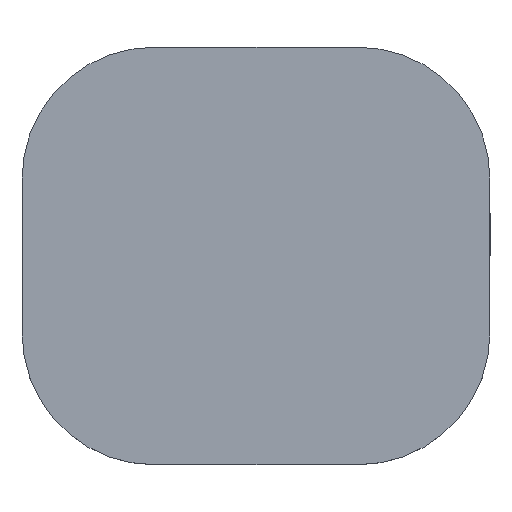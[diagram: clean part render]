
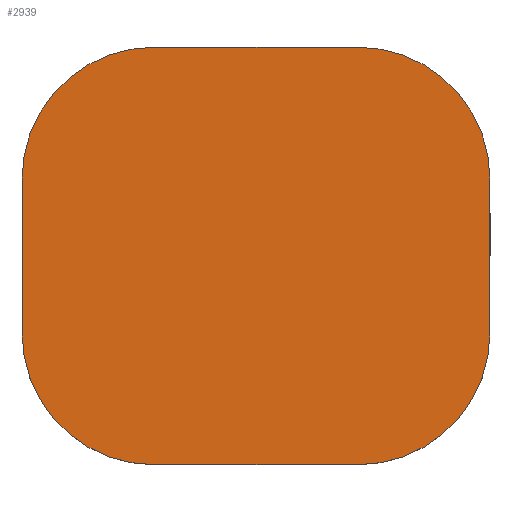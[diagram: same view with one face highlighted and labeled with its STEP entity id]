
A CAD part, top view. The second image highlights one B-rep face of the part: STEP entity #2939.
In plain terms, the highlighted face is planar.
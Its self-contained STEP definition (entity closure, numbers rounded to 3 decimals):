
#2657=CARTESIAN_POINT('Vertex',(6.,21.3,0.)) ;
#2660=CARTESIAN_POINT('Axis2P3D Location',(6.,15.3,0.)) ;
#2664=CARTESIAN_POINT('Vertex',(0.,15.3,0.)) ;
#2691=CARTESIAN_POINT('Line Origine',(0.,10.65,0.)) ;
#2695=CARTESIAN_POINT('Vertex',(0.,6.,0.)) ;
#2750=CARTESIAN_POINT('Axis2P3D Location',(6.,6.,0.)) ;
#2754=CARTESIAN_POINT('Vertex',(6.,0.,0.)) ;
#2778=CARTESIAN_POINT('Vertex',(13.,0.,0.)) ;
#2788=CARTESIAN_POINT('Line Origine',(9.5,0.,0.)) ;
#2816=CARTESIAN_POINT('Axis2P3D Location',(13.,6.,0.)) ;
#2820=CARTESIAN_POINT('Vertex',(19.,6.,0.)) ;
#2844=CARTESIAN_POINT('Vertex',(13.,21.3,0.)) ;
#2849=CARTESIAN_POINT('Line Origine',(9.5,21.3,0.)) ;
#2900=CARTESIAN_POINT('Line Origine',(19.,10.65,0.)) ;
#2904=CARTESIAN_POINT('Vertex',(19.,15.3,0.)) ;
#2919=CARTESIAN_POINT('Axis2P3D Location',(0.,0.,0.)) ;
#2924=CARTESIAN_POINT('Axis2P3D Location',(13.,15.3,0.)) ;
#2661=DIRECTION('Axis2P3D Direction',(0.,0.,1.)) ;
#2692=DIRECTION('Vector Direction',(0.,-1.,0.)) ;
#2751=DIRECTION('Axis2P3D Direction',(0.,0.,1.)) ;
#2789=DIRECTION('Vector Direction',(-1.,0.,0.)) ;
#2817=DIRECTION('Axis2P3D Direction',(0.,0.,1.)) ;
#2850=DIRECTION('Vector Direction',(1.,0.,0.)) ;
#2901=DIRECTION('Vector Direction',(0.,1.,0.)) ;
#2920=DIRECTION('Axis2P3D Direction',(0.,0.,1.)) ;
#2921=DIRECTION('Axis2P3D XDirection',(1.,0.,0.)) ;
#2925=DIRECTION('Axis2P3D Direction',(0.,0.,1.)) ;
#2662=AXIS2_PLACEMENT_3D('Circle Axis2P3D',#2660,#2661,$) ;
#2752=AXIS2_PLACEMENT_3D('Circle Axis2P3D',#2750,#2751,$) ;
#2818=AXIS2_PLACEMENT_3D('Circle Axis2P3D',#2816,#2817,$) ;
#2922=AXIS2_PLACEMENT_3D('Plane Axis2P3D',#2919,#2920,#2921) ;
#2926=AXIS2_PLACEMENT_3D('Circle Axis2P3D',#2924,#2925,$) ;
#2930=ORIENTED_EDGE('',*,*,#2928,.F.) ;
#2931=ORIENTED_EDGE('',*,*,#2906,.F.) ;
#2932=ORIENTED_EDGE('',*,*,#2822,.F.) ;
#2933=ORIENTED_EDGE('',*,*,#2792,.F.) ;
#2934=ORIENTED_EDGE('',*,*,#2756,.F.) ;
#2935=ORIENTED_EDGE('',*,*,#2697,.F.) ;
#2936=ORIENTED_EDGE('',*,*,#2666,.F.) ;
#2937=ORIENTED_EDGE('',*,*,#2853,.F.) ;
#2693=VECTOR('Line Direction',#2692,1.) ;
#2790=VECTOR('Line Direction',#2789,1.) ;
#2851=VECTOR('Line Direction',#2850,1.) ;
#2902=VECTOR('Line Direction',#2901,1.) ;
#2939=ADVANCED_FACE('',(#2938),#2923,.F.) ;
#2663=CIRCLE('generated circle',#2662,6.) ;
#2753=CIRCLE('generated circle',#2752,6.) ;
#2819=CIRCLE('generated circle',#2818,6.) ;
#2927=CIRCLE('generated circle',#2926,6.) ;
#2666=EDGE_CURVE('',#2658,#2665,#2663,.T.) ;
#2697=EDGE_CURVE('',#2665,#2696,#2694,.T.) ;
#2756=EDGE_CURVE('',#2696,#2755,#2753,.T.) ;
#2792=EDGE_CURVE('',#2755,#2779,#2791,.F.) ;
#2822=EDGE_CURVE('',#2779,#2821,#2819,.T.) ;
#2853=EDGE_CURVE('',#2845,#2658,#2852,.F.) ;
#2906=EDGE_CURVE('',#2821,#2905,#2903,.T.) ;
#2928=EDGE_CURVE('',#2905,#2845,#2927,.T.) ;
#2929=EDGE_LOOP('',(#2930,#2931,#2932,#2933,#2934,#2935,#2936,#2937)) ;
#2938=FACE_OUTER_BOUND('',#2929,.T.) ;
#2694=LINE('Line',#2691,#2693) ;
#2791=LINE('Line',#2788,#2790) ;
#2852=LINE('Line',#2849,#2851) ;
#2903=LINE('Line',#2900,#2902) ;
#2923=PLANE('Plane',#2922) ;
#2658=VERTEX_POINT('',#2657) ;
#2665=VERTEX_POINT('',#2664) ;
#2696=VERTEX_POINT('',#2695) ;
#2755=VERTEX_POINT('',#2754) ;
#2779=VERTEX_POINT('',#2778) ;
#2821=VERTEX_POINT('',#2820) ;
#2845=VERTEX_POINT('',#2844) ;
#2905=VERTEX_POINT('',#2904) ;
